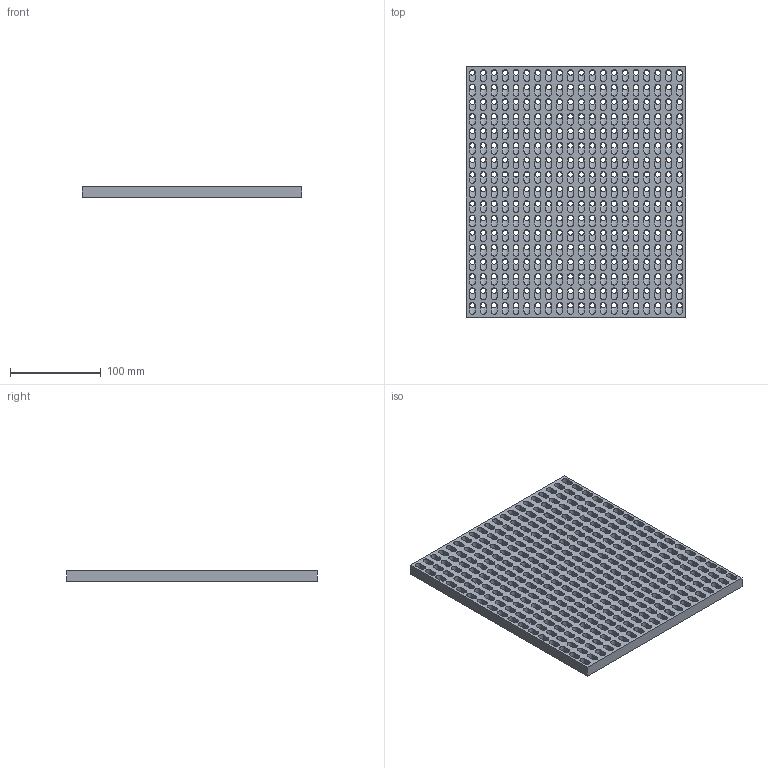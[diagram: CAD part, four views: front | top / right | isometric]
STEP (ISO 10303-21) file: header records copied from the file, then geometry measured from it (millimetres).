
FILE_DESCRIPTION(/* description */ (''),/* implementation_level */ '2;1');
FILE_NAME(/* name */ 'test_better_3d_model v1.step',/* time_stamp */ '2018-10-13T16:04:51-04:00',/* author */ ('amitabhMPCMP'),/* organization */ (''),/* preprocessor_version */ 'ST-DEVELOPER v17.2',/* originating_system */ 'Autodesk Translation Framework v7.6.0.251',/* authorisation */ '');
FILE_SCHEMA (('AUTOMOTIVE_DESIGN { 1 0 10303 214 3 1 1 }'));
Products named in the file (1): test_better_3d_model
Bounding box: 241 x 275.5 x 12 mm (x, y, z)
Volume: 565599.9 mm3; surface area: 232483.2 mm2
Topology: 1 solids, 1 shells, 2046 faces, 6132 edges, 4088 vertices
Faces by surface type: plane 686, cylinder 680, bspline 340, sphere 340
Full cylindrical faces by diameter (mm): 6.5 x340
Entity records: 73629 total; most frequent: CARTESIAN_POINT 15327, DIRECTION 12606, ORIENTED_EDGE 12264, EDGE_CURVE 6132, AXIS2_PLACEMENT_3D 4767, VERTEX_POINT 4088, LINE 3072, VECTOR 3072
